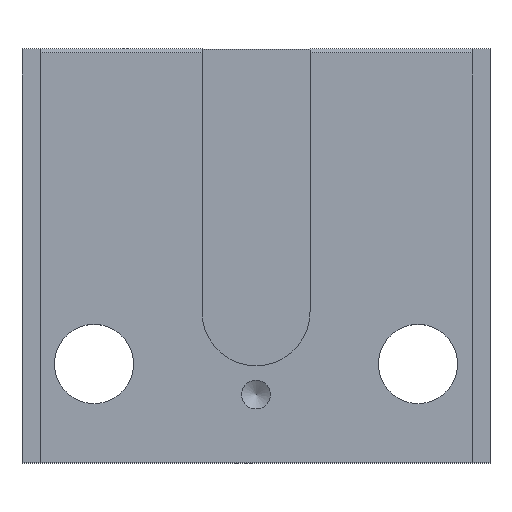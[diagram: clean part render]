
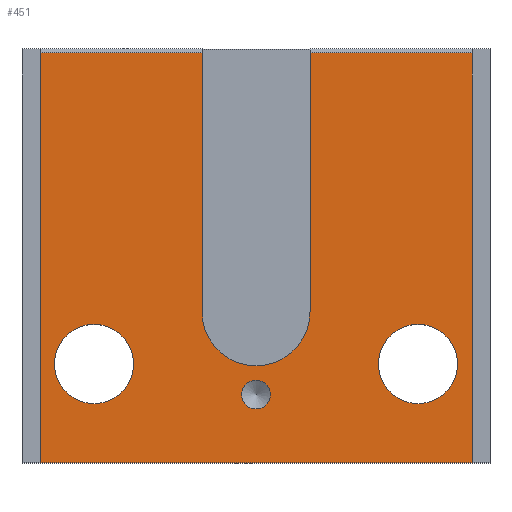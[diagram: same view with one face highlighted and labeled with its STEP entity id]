
A CAD part, top view. The second image highlights one B-rep face of the part: STEP entity #451.
In plain terms, the highlighted planar face has unit normal (0, 0, 1).
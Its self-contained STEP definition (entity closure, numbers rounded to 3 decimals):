
#34=LINE('',#664,#86);
#35=LINE('',#667,#87);
#36=LINE('',#669,#88);
#37=LINE('',#673,#89);
#38=LINE('',#675,#90);
#39=LINE('',#677,#91);
#40=LINE('',#679,#92);
#86=VECTOR('',#539,1000.);
#87=VECTOR('',#540,1000.);
#88=VECTOR('',#541,1000.);
#89=VECTOR('',#544,1000.);
#90=VECTOR('',#545,1000.);
#91=VECTOR('',#546,1000.);
#92=VECTOR('',#547,1000.);
#140=ORIENTED_EDGE('',*,*,#260,.T.);
#141=ORIENTED_EDGE('',*,*,#261,.T.);
#142=ORIENTED_EDGE('',*,*,#262,.F.);
#143=ORIENTED_EDGE('',*,*,#263,.F.);
#144=ORIENTED_EDGE('',*,*,#264,.F.);
#145=ORIENTED_EDGE('',*,*,#265,.T.);
#146=ORIENTED_EDGE('',*,*,#266,.F.);
#147=ORIENTED_EDGE('',*,*,#267,.T.);
#148=ORIENTED_EDGE('',*,*,#268,.T.);
#149=ORIENTED_EDGE('',*,*,#269,.T.);
#150=ORIENTED_EDGE('',*,*,#270,.T.);
#260=EDGE_CURVE('',#320,#321,#34,.T.);
#261=EDGE_CURVE('',#321,#322,#35,.T.);
#262=EDGE_CURVE('',#323,#322,#36,.T.);
#263=EDGE_CURVE('',#324,#323,#355,.T.);
#264=EDGE_CURVE('',#325,#324,#37,.T.);
#265=EDGE_CURVE('',#325,#326,#38,.T.);
#266=EDGE_CURVE('',#327,#326,#39,.T.);
#267=EDGE_CURVE('',#327,#320,#40,.T.);
#268=EDGE_CURVE('',#328,#328,#356,.T.);
#269=EDGE_CURVE('',#329,#329,#357,.F.);
#270=EDGE_CURVE('',#330,#330,#358,.F.);
#320=VERTEX_POINT('',#665);
#321=VERTEX_POINT('',#666);
#322=VERTEX_POINT('',#668);
#323=VERTEX_POINT('',#670);
#324=VERTEX_POINT('',#672);
#325=VERTEX_POINT('',#674);
#326=VERTEX_POINT('',#676);
#327=VERTEX_POINT('',#678);
#328=VERTEX_POINT('',#681);
#329=VERTEX_POINT('',#683);
#330=VERTEX_POINT('',#685);
#355=CIRCLE('',#492,15.);
#356=CIRCLE('',#493,4.);
#357=CIRCLE('',#494,11.);
#358=CIRCLE('',#495,11.);
#365=EDGE_LOOP('',(#140,#141,#142,#143,#144,#145,#146,#147));
#366=EDGE_LOOP('',(#148));
#367=EDGE_LOOP('',(#149));
#368=EDGE_LOOP('',(#150));
#399=FACE_BOUND('',#365,.T.);
#400=FACE_BOUND('',#366,.T.);
#401=FACE_BOUND('',#367,.T.);
#402=FACE_BOUND('',#368,.T.);
#431=PLANE('',#491);
#451=ADVANCED_FACE('',(#399,#400,#401,#402),#431,.T.);
#491=AXIS2_PLACEMENT_3D('',#663,#537,#538);
#492=AXIS2_PLACEMENT_3D('',#671,#542,#543);
#493=AXIS2_PLACEMENT_3D('',#680,#548,#549);
#494=AXIS2_PLACEMENT_3D('',#682,#550,#551);
#495=AXIS2_PLACEMENT_3D('',#684,#552,#553);
#537=DIRECTION('',(0.,0.,1.));
#538=DIRECTION('',(1.,0.,0.));
#539=DIRECTION('',(0.,1.,0.));
#540=DIRECTION('',(-1.,0.,0.));
#541=DIRECTION('',(0.,1.,0.));
#542=DIRECTION('',(0.,0.,1.));
#543=DIRECTION('',(0.,1.,0.));
#544=DIRECTION('',(0.,-1.,0.));
#545=DIRECTION('',(-1.,0.,0.));
#546=DIRECTION('',(0.,1.,0.));
#547=DIRECTION('',(1.,0.,0.));
#548=DIRECTION('',(0.,0.,-1.));
#549=DIRECTION('',(0.,-1.,0.));
#550=DIRECTION('',(0.,0.,1.));
#551=DIRECTION('',(1.,0.,0.));
#552=DIRECTION('',(0.,0.,1.));
#553=DIRECTION('',(1.,0.,0.));
#663=CARTESIAN_POINT('',(-60.,-57.5,15.));
#664=CARTESIAN_POINT('',(60.,-57.5,15.));
#665=CARTESIAN_POINT('',(60.,-57.5,15.));
#666=CARTESIAN_POINT('',(60.,56.5,15.));
#667=CARTESIAN_POINT('',(-60.,56.5,15.));
#668=CARTESIAN_POINT('',(15.,56.5,15.));
#669=CARTESIAN_POINT('',(15.,57.5,15.));
#670=CARTESIAN_POINT('',(15.,-15.5,15.));
#671=CARTESIAN_POINT('',(0.,-15.5,15.));
#672=CARTESIAN_POINT('',(-15.,-15.5,15.));
#673=CARTESIAN_POINT('',(-15.,57.5,15.));
#674=CARTESIAN_POINT('',(-15.,56.5,15.));
#675=CARTESIAN_POINT('',(-60.,56.5,15.));
#676=CARTESIAN_POINT('',(-60.,56.5,15.));
#677=CARTESIAN_POINT('',(-60.,-57.5,15.));
#678=CARTESIAN_POINT('',(-60.,-57.5,15.));
#679=CARTESIAN_POINT('',(-60.,-57.5,15.));
#680=CARTESIAN_POINT('',(0.,-38.5,15.));
#681=CARTESIAN_POINT('',(0.,-42.5,15.));
#682=CARTESIAN_POINT('',(-45.,-30.,15.));
#683=CARTESIAN_POINT('',(-34.,-30.,15.));
#684=CARTESIAN_POINT('',(45.,-30.,15.));
#685=CARTESIAN_POINT('',(56.,-30.,15.));
